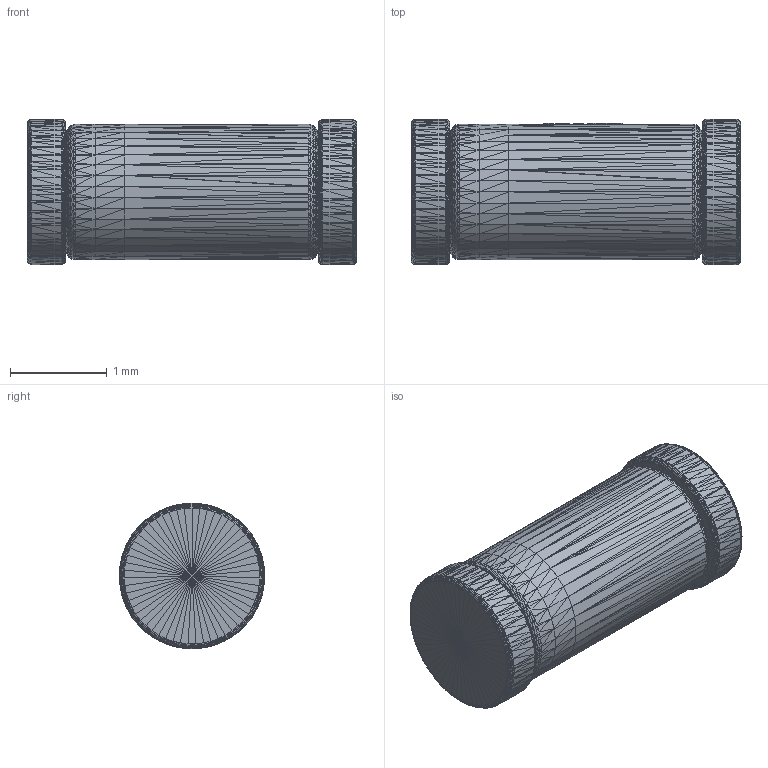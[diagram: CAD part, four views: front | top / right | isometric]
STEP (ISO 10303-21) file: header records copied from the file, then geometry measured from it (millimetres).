
FILE_DESCRIPTION(('auto-generated'),'2;1');
FILE_SCHEMA(('CONFIG_CONTROL_DESIGN'));
Bounding box: 3.4 x 1.5 x 1.5 mm (x, y, z)
Surface area: 20.1 mm2 (no closed solid volume)
Topology: 0 solids, 12 shells, 6456 faces, 10153 edges, 3699 vertices
Faces by surface type: plane 6456
Entity records: 105151 total; most frequent: ORIENTED_EDGE 19368, DIRECTION 17367, LINE 10153, EDGE_CURVE 10153, VECTOR 8366, AXIS2_PLACEMENT_3D 6457, PLANE 6456, EDGE_LOOP 6456
